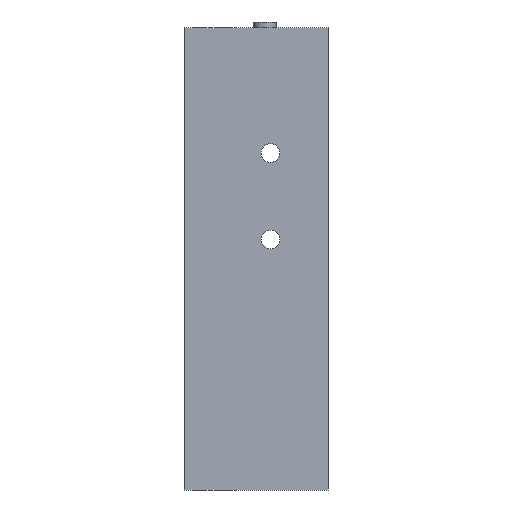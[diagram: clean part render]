
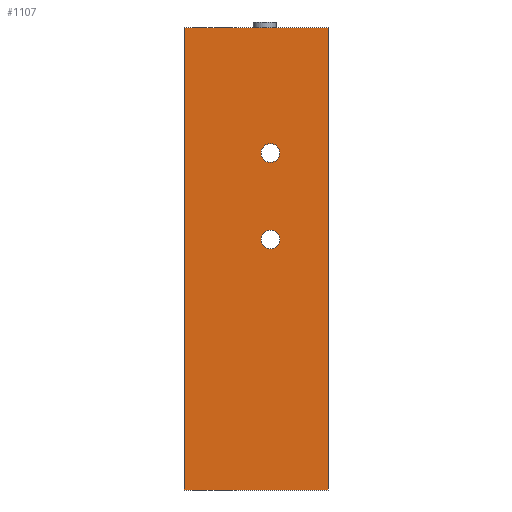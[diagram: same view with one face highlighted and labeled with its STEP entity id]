
A CAD part, front view. The second image highlights one B-rep face of the part: STEP entity #1107.
In plain terms, the highlighted planar face has unit normal (0, -1, 0).
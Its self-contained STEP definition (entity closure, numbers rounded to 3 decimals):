
#37=FACE_BOUND('',#243,.T.);
#38=FACE_BOUND('',#244,.T.);
#85=PLANE('',#1249);
#153=FACE_OUTER_BOUND('',#242,.T.);
#242=EDGE_LOOP('',(#981,#982,#983,#984));
#243=EDGE_LOOP('',(#985));
#244=EDGE_LOOP('',(#986));
#326=LINE('',#1871,#413);
#334=LINE('',#1886,#421);
#335=LINE('',#1888,#422);
#336=LINE('',#1889,#423);
#413=VECTOR('',#1564,10.);
#421=VECTOR('',#1576,10.);
#422=VECTOR('',#1579,10.);
#423=VECTOR('',#1580,10.);
#449=CIRCLE('',#1192,3.25);
#455=CIRCLE('',#1201,3.25);
#538=VERTEX_POINT('',#1769);
#544=VERTEX_POINT('',#1786);
#568=VERTEX_POINT('',#1868);
#569=VERTEX_POINT('',#1870);
#573=VERTEX_POINT('',#1882);
#574=VERTEX_POINT('',#1884);
#662=EDGE_CURVE('',#538,#538,#449,.T.);
#670=EDGE_CURVE('',#544,#544,#455,.T.);
#705=EDGE_CURVE('',#568,#569,#326,.T.);
#713=EDGE_CURVE('',#573,#574,#334,.T.);
#714=EDGE_CURVE('',#568,#573,#335,.T.);
#715=EDGE_CURVE('',#569,#574,#336,.T.);
#981=ORIENTED_EDGE('',*,*,#714,.T.);
#982=ORIENTED_EDGE('',*,*,#713,.T.);
#983=ORIENTED_EDGE('',*,*,#715,.F.);
#984=ORIENTED_EDGE('',*,*,#705,.F.);
#985=ORIENTED_EDGE('',*,*,#662,.T.);
#986=ORIENTED_EDGE('',*,*,#670,.T.);
#1107=ADVANCED_FACE('',(#153,#37,#38),#85,.T.);
#1192=AXIS2_PLACEMENT_3D('',#1771,#1440,#1441);
#1201=AXIS2_PLACEMENT_3D('',#1788,#1460,#1461);
#1249=AXIS2_PLACEMENT_3D('',#1887,#1577,#1578);
#1440=DIRECTION('center_axis',(0.,1.,0.));
#1441=DIRECTION('ref_axis',(1.,0.,0.));
#1460=DIRECTION('center_axis',(0.,1.,0.));
#1461=DIRECTION('ref_axis',(1.,0.,0.));
#1564=DIRECTION('',(0.,0.,1.));
#1576=DIRECTION('',(0.,0.,1.));
#1577=DIRECTION('center_axis',(0.,-1.,0.));
#1578=DIRECTION('ref_axis',(1.,0.,0.));
#1579=DIRECTION('',(1.,0.,0.));
#1580=DIRECTION('',(1.,0.,0.));
#1769=CARTESIAN_POINT('',(26.75,0.,117.));
#1771=CARTESIAN_POINT('Origin',(30.,0.,117.));
#1786=CARTESIAN_POINT('',(26.75,0.,87.));
#1788=CARTESIAN_POINT('Origin',(30.,0.,87.));
#1868=CARTESIAN_POINT('',(0.,0.,0.));
#1870=CARTESIAN_POINT('',(0.,0.,160.5));
#1871=CARTESIAN_POINT('',(0.,0.,0.));
#1882=CARTESIAN_POINT('',(50.,0.,0.));
#1884=CARTESIAN_POINT('',(50.,0.,160.5));
#1886=CARTESIAN_POINT('',(50.,0.,0.));
#1887=CARTESIAN_POINT('Origin',(0.,0.,0.));
#1888=CARTESIAN_POINT('',(0.,0.,0.));
#1889=CARTESIAN_POINT('',(0.,0.,160.5));
